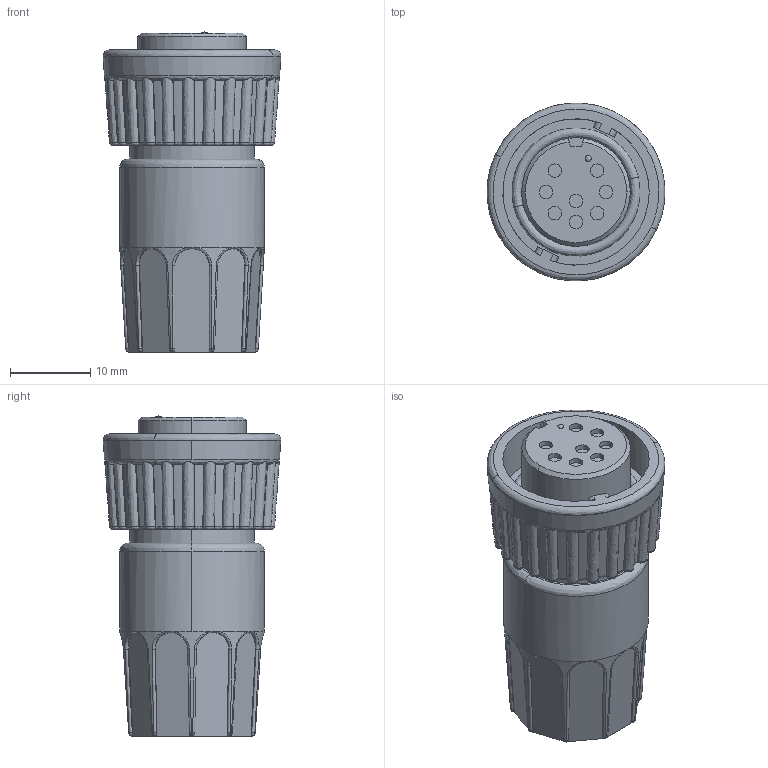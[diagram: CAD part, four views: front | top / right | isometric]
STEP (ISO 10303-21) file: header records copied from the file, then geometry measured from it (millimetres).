
FILE_DESCRIPTION (( 'STEP AP203' ), '1' );
FILE_NAME ('3282-8SG-315.STEP', '2013-03-08T19:10:19', ( 'J0FPBF1' ), ( '' ), 'SwSTEP 2.0', 'SolidWorks 2012', '' );
FILE_SCHEMA (( 'CONFIG_CONTROL_DESIGN' ));
Length unit declared in the file: inch
Products named in the file (1): 3282-8SG-315
Bounding box: 22.22 x 22.19 x 40.03 mm (x, y, z)
Volume: 9275 mm3; surface area: 4087.8 mm2
Topology: 1 solids, 2 shells, 344 faces, 926 edges, 600 vertices
Faces by surface type: bspline 175, plane 81, cylinder 48, cone 40
Entity records: 17296 total; most frequent: CARTESIAN_POINT 10247, ORIENTED_EDGE 1852, DIRECTION 973, EDGE_CURVE 926, VERTEX_POINT 600, B_SPLINE_CURVE_WITH_KNOTS 412, AXIS2_PLACEMENT_3D 404, EDGE_LOOP 360
